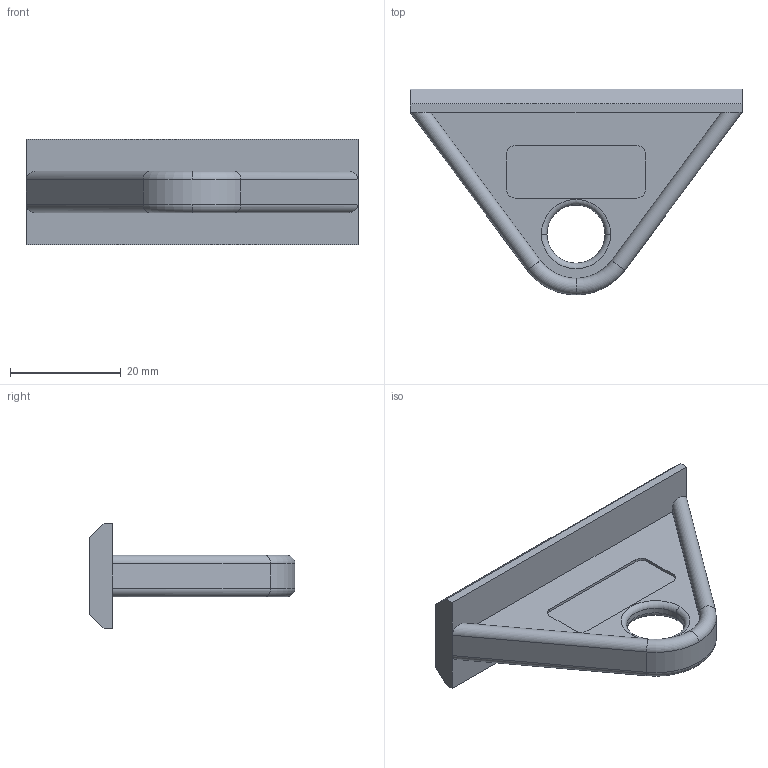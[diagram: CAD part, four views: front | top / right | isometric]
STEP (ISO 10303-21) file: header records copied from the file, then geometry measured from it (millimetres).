
FILE_DESCRIPTION (( 'STEP AP214' ), '1' );
FILE_NAME ('6.04.spth.STEP', '2025-06-14T19:24:44', ( '' ), ( '' ), 'SwSTEP 2.0', 'SolidWorks 2023', '' );
FILE_SCHEMA (( 'AUTOMOTIVE_DESIGN' ));
Length unit declared in the file: millimetre
Products named in the file (1): 6.04.spth
Bounding box: 60 x 37.2 x 19 mm (x, y, z)
Volume: 8365.9 mm3; surface area: 5662.3 mm2
Topology: 1 solids, 1 shells, 52 faces, 128 edges, 80 vertices
Faces by surface type: plane 27, cylinder 17, torus 8
Entity records: 1555 total; most frequent: DIRECTION 274, CARTESIAN_POINT 273, ORIENTED_EDGE 256, EDGE_CURVE 128, AXIS2_PLACEMENT_3D 97, VECTOR 80, LINE 80, VERTEX_POINT 80
